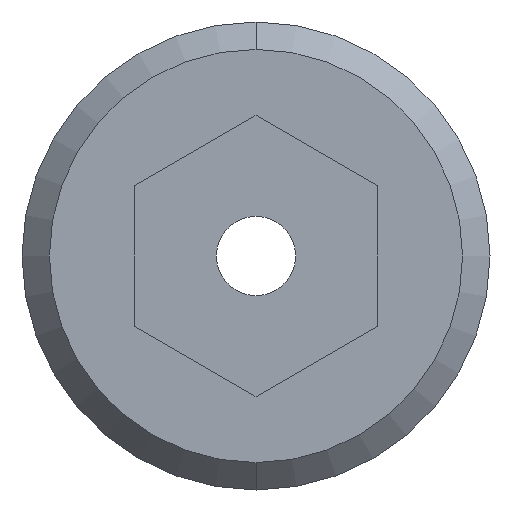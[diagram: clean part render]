
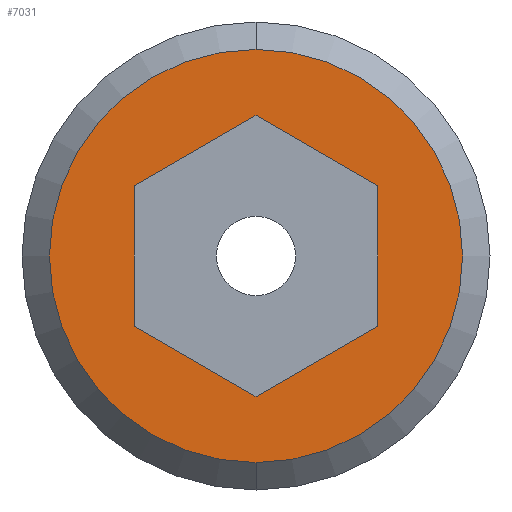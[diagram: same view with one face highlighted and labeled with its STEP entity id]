
A CAD part, left-side view. The second image highlights one B-rep face of the part: STEP entity #7031.
In plain terms, the highlighted planar face has unit normal (-1, 0, 0).
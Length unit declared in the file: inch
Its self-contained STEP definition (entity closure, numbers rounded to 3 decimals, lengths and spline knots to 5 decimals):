
#2854=CARTESIAN_POINT('',(-0.188,0.,0.));
#2855=DIRECTION('',(-1.,0.,0.));
#2856=DIRECTION('',(0.,1.,0.));
#2857=AXIS2_PLACEMENT_3D('',#2854,#2855,#2856);
#2872=DIRECTION('',(0.,0.5,0.866));
#2873=VECTOR('',#2872,0.09238);
#2874=CARTESIAN_POINT('',(-0.188,0.04619,-0.08));
#2875=LINE('',#2874,#2873);
#2876=DIRECTION('',(0.,1.,0.));
#2877=VECTOR('',#2876,0.09238);
#2878=CARTESIAN_POINT('',(-0.188,-0.04619,-0.08));
#2879=LINE('',#2878,#2877);
#2880=DIRECTION('',(0.,0.5,-0.866));
#2881=VECTOR('',#2880,0.09238);
#2882=CARTESIAN_POINT('',(-0.188,-0.09238,0.));
#2883=LINE('',#2882,#2881);
#2884=DIRECTION('',(0.,-0.5,-0.866));
#2885=VECTOR('',#2884,0.09238);
#2886=CARTESIAN_POINT('',(-0.188,-0.04619,0.08));
#2887=LINE('',#2886,#2885);
#2888=DIRECTION('',(0.,-1.,0.));
#2889=VECTOR('',#2888,0.09238);
#2890=CARTESIAN_POINT('',(-0.188,0.04619,0.08));
#2891=LINE('',#2890,#2889);
#2892=DIRECTION('',(0.,-0.5,0.866));
#2893=VECTOR('',#2892,0.09238);
#2894=CARTESIAN_POINT('',(-0.188,0.09238,0.));
#2895=LINE('',#2894,#2893);
#2896=CARTESIAN_POINT('',(-0.188,0.,0.));
#2897=DIRECTION('',(1.,0.,0.));
#2898=DIRECTION('',(0.,1.,0.));
#2899=AXIS2_PLACEMENT_3D('',#2896,#2897,#2898);
#3084=CARTESIAN_POINT('',(-0.188,0.13575,0.));
#3085=CARTESIAN_POINT('',(-0.188,-0.13575,0.));
#3086=VERTEX_POINT('',#3084);
#3087=VERTEX_POINT('',#3085);
#3104=CARTESIAN_POINT('',(-0.188,0.04619,-0.08));
#3105=CARTESIAN_POINT('',(-0.188,0.09238,0.));
#3106=VERTEX_POINT('',#3104);
#3107=VERTEX_POINT('',#3105);
#3108=CARTESIAN_POINT('',(-0.188,-0.04619,-0.08));
#3109=VERTEX_POINT('',#3108);
#3110=CARTESIAN_POINT('',(-0.188,-0.09238,0.));
#3111=VERTEX_POINT('',#3110);
#3112=CARTESIAN_POINT('',(-0.188,-0.04619,0.08));
#3113=VERTEX_POINT('',#3112);
#3114=CARTESIAN_POINT('',(-0.188,0.04619,0.08));
#3115=VERTEX_POINT('',#3114);
#7007=CARTESIAN_POINT('',(-0.188,0.,0.));
#7008=DIRECTION('',(1.,0.,0.));
#7009=DIRECTION('',(0.,-1.,0.));
#7010=AXIS2_PLACEMENT_3D('',#7007,#7008,#7009);
#7011=PLANE('',#7010);
#7012=ORIENTED_EDGE('',*,*,#6997,.F.);
#7014=ORIENTED_EDGE('',*,*,#7013,.T.);
#7015=EDGE_LOOP('',(#7012,#7014));
#7016=FACE_OUTER_BOUND('',#7015,.F.);
#7018=ORIENTED_EDGE('',*,*,#7017,.F.);
#7020=ORIENTED_EDGE('',*,*,#7019,.F.);
#7022=ORIENTED_EDGE('',*,*,#7021,.F.);
#7024=ORIENTED_EDGE('',*,*,#7023,.F.);
#7026=ORIENTED_EDGE('',*,*,#7025,.F.);
#7028=ORIENTED_EDGE('',*,*,#7027,.F.);
#7029=EDGE_LOOP('',(#7018,#7020,#7022,#7024,#7026,#7028));
#7030=FACE_BOUND('',#7029,.F.);
#2858=CIRCLE('',#2857,0.13575);
#2900=CIRCLE('',#2899,0.13575);
#6997=EDGE_CURVE('',#3086,#3087,#2858,.T.);
#7013=EDGE_CURVE('',#3086,#3087,#2900,.T.);
#7017=EDGE_CURVE('',#3106,#3107,#2875,.T.);
#7019=EDGE_CURVE('',#3109,#3106,#2879,.T.);
#7021=EDGE_CURVE('',#3111,#3109,#2883,.T.);
#7023=EDGE_CURVE('',#3113,#3111,#2887,.T.);
#7025=EDGE_CURVE('',#3115,#3113,#2891,.T.);
#7027=EDGE_CURVE('',#3107,#3115,#2895,.T.);
#7031=ADVANCED_FACE('',(#7016,#7030),#7011,.F.);
